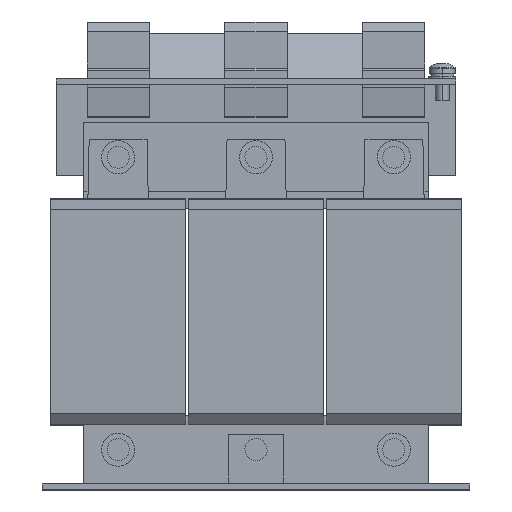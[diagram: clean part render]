
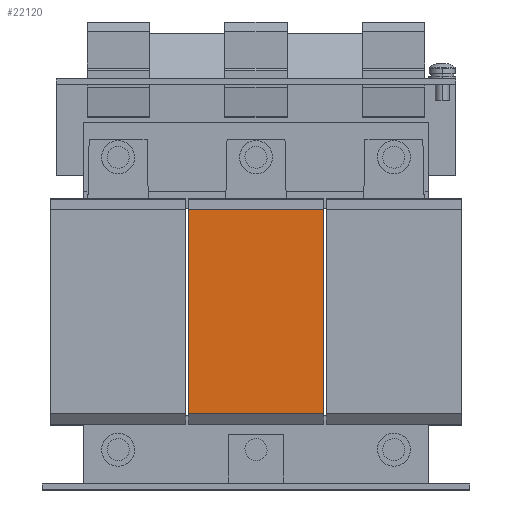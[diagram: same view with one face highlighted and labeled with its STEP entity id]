
A CAD part, top view. The second image highlights one B-rep face of the part: STEP entity #22120.
In plain terms, the highlighted planar face has unit normal (0, 0, 1).
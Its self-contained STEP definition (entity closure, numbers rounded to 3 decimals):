
#404 = DIRECTION ( 'NONE',  ( 0., -1., 0. ) ) ;
#1645 = DIRECTION ( 'NONE',  ( -1., 0., 0. ) ) ;
#1735 = CARTESIAN_POINT ( 'NONE',  ( 24.5, 34., 36.5 ) ) ;
#3068 = EDGE_CURVE ( 'Defeature ausgef�hrt1_364+Defeature ausgef�hrt1_385+Defeature ausgef�hrt1_386+Defeature ausgef�hrt1_384', #10416, #16087, #17043, .T. ) ;
#4263 = VECTOR ( 'NONE', #1645, 1000. ) ;
#4497 = EDGE_CURVE ( 'Defeature ausgef�hrt1_384+Defeature ausgef�hrt1_385+Defeature ausgef�hrt1_364+Defeature ausgef�hrt1_363', #16087, #20149, #14176, .T. ) ;
#5613 = ORIENTED_EDGE ( 'NONE', *, *, #16490, .T. ) ;
#6106 = DIRECTION ( 'NONE',  ( -1., 0., 0. ) ) ;
#8023 = EDGE_CURVE ( 'Defeature ausgef�hrt1_385+Defeature ausgef�hrt1_386+Defeature ausgef�hrt1_364+Defeature ausgef�hrt1_363', #10416, #10511, #14280, .T. ) ;
#8108 = LINE ( 'NONE', #11177, #15863 ) ;
#9661 = ORIENTED_EDGE ( 'NONE', *, *, #3068, .F. ) ;
#10416 = VERTEX_POINT ( 'NONE', #1735 ) ;
#10511 = VERTEX_POINT ( 'NONE', #16931 ) ;
#10623 = DIRECTION ( 'NONE',  ( 0., -1., 0. ) ) ;
#11177 = CARTESIAN_POINT ( 'NONE',  ( -24.5, 34., 36.5 ) ) ;
#13977 = VECTOR ( 'NONE', #10623, 1000. ) ;
#14176 = LINE ( 'NONE', #21154, #21769 ) ;
#14280 = LINE ( 'NONE', #16145, #4263 ) ;
#14805 = ORIENTED_EDGE ( 'NONE', *, *, #4497, .F. ) ;
#14985 = ORIENTED_EDGE ( 'NONE', *, *, #8023, .T. ) ;
#15089 = DIRECTION ( 'NONE',  ( 0., 0., -1. ) ) ;
#15474 = AXIS2_PLACEMENT_3D ( 'NONE', #20279, #15089, #6106 ) ;
#15863 = VECTOR ( 'NONE', #404, 1000. ) ;
#16087 = VERTEX_POINT ( 'NONE', #18924 ) ;
#16145 = CARTESIAN_POINT ( 'NONE',  ( 24.5, 34., 36.5 ) ) ;
#16490 = EDGE_CURVE ( 'Defeature ausgef�hrt1_385+Defeature ausgef�hrt1_363+Defeature ausgef�hrt1_386+Defeature ausgef�hrt1_384', #10511, #20149, #8108, .T. ) ;
#16721 = PLANE ( 'NONE',  #15474 ) ;
#16807 = EDGE_LOOP ( 'NONE', ( #5613, #14805, #9661, #14985 ) ) ;
#16931 = CARTESIAN_POINT ( 'NONE',  ( -24.5, 34., 36.5 ) ) ;
#17043 = LINE ( 'NONE', #19684, #13977 ) ;
#18924 = CARTESIAN_POINT ( 'NONE',  ( 24.5, -40., 36.5 ) ) ;
#19544 = CARTESIAN_POINT ( 'NONE',  ( -24.5, -40., 36.5 ) ) ;
#19684 = CARTESIAN_POINT ( 'NONE',  ( 24.5, 34., 36.5 ) ) ;
#20149 = VERTEX_POINT ( 'NONE', #19544 ) ;
#20279 = CARTESIAN_POINT ( 'NONE',  ( 24.5, 34., 36.5 ) ) ;
#21154 = CARTESIAN_POINT ( 'NONE',  ( 24.5, -40., 36.5 ) ) ;
#21309 = DIRECTION ( 'NONE',  ( -1., 0., 0. ) ) ;
#21769 = VECTOR ( 'NONE', #21309, 1000. ) ;
#21881 = FACE_OUTER_BOUND ( 'NONE', #16807, .T. ) ;
#22120 = ADVANCED_FACE ( 'Defeature ausgef�hrt1_385', ( #21881 ), #16721, .F. ) ;
